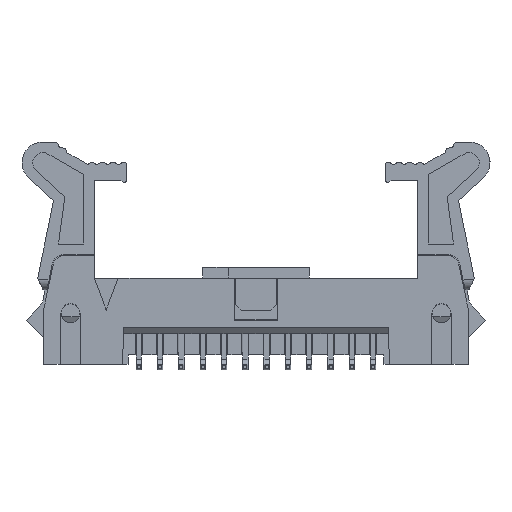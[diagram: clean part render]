
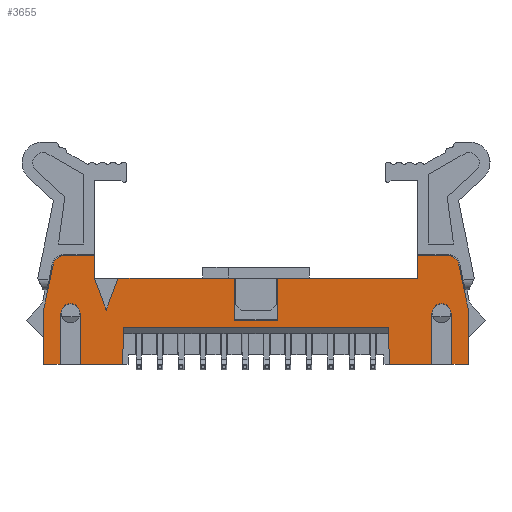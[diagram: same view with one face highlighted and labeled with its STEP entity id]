
A CAD part, front view. The second image highlights one B-rep face of the part: STEP entity #3655.
In plain terms, the highlighted planar face has unit normal (0, -1, 0).
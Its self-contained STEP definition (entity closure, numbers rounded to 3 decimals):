
#1778=CARTESIAN_POINT('',(19.95,-2.975,0.));
#1779=VERTEX_POINT('',#1778);
#1846=CARTESIAN_POINT('',(19.95,-2.975,5.));
#1847=VERTEX_POINT('',#1846);
#1854=CARTESIAN_POINT('',(19.95,-2.975,5.));
#1855=DIRECTION('',(0.,0.,-1.));
#1856=VECTOR('',#1855,5.);
#1857=LINE('',#1854,#1856);
#1858=EDGE_CURVE('',#1847,#1779,#1857,.T.);
#1924=CARTESIAN_POINT('',(15.15,-2.975,10.2));
#1925=VERTEX_POINT('',#1924);
#1958=CARTESIAN_POINT('',(15.15,-2.975,8.1));
#1959=VERTEX_POINT('',#1958);
#1966=CARTESIAN_POINT('',(15.15,-2.975,8.1));
#1967=DIRECTION('',(0.,0.,1.));
#1968=VECTOR('',#1967,2.1);
#1969=LINE('',#1966,#1968);
#1970=EDGE_CURVE('',#1959,#1925,#1969,.T.);
#2155=CARTESIAN_POINT('',(12.5,-2.975,0.));
#2156=VERTEX_POINT('',#2155);
#2163=CARTESIAN_POINT('',(12.439,-2.975,3.5));
#2164=VERTEX_POINT('',#2163);
#2165=CARTESIAN_POINT('',(12.5,-2.975,0.));
#2166=DIRECTION('',(-0.017,0.,1.));
#2167=VECTOR('',#2166,3.501);
#2168=LINE('',#2165,#2167);
#2169=EDGE_CURVE('',#2156,#2164,#2168,.T.);
#2283=CARTESIAN_POINT('',(16.5,-2.975,4.8));
#2284=VERTEX_POINT('',#2283);
#2291=CARTESIAN_POINT('',(16.43,-2.975,0.));
#2292=VERTEX_POINT('',#2291);
#2293=CARTESIAN_POINT('',(16.5,-2.975,4.8));
#2294=DIRECTION('',(-0.015,0.,-1.));
#2295=VECTOR('',#2294,4.801);
#2296=LINE('',#2293,#2295);
#2297=EDGE_CURVE('',#2284,#2292,#2296,.T.);
#2353=CARTESIAN_POINT('',(18.37,-2.975,0.));
#2354=VERTEX_POINT('',#2353);
#2361=CARTESIAN_POINT('',(18.3,-2.975,4.8));
#2362=VERTEX_POINT('',#2361);
#2363=CARTESIAN_POINT('',(18.37,-2.975,0.));
#2364=DIRECTION('',(-0.015,0.,1.));
#2365=VECTOR('',#2364,4.801);
#2366=LINE('',#2363,#2365);
#2367=EDGE_CURVE('',#2354,#2362,#2366,.T.);
#2392=CARTESIAN_POINT('',(19.95,-2.975,0.));
#2393=DIRECTION('',(-1.,0.,0.));
#2394=VECTOR('',#2393,1.58);
#2395=LINE('',#2392,#2394);
#2396=EDGE_CURVE('',#1779,#2354,#2395,.T.);
#2401=CARTESIAN_POINT('',(16.43,-2.975,0.));
#2402=DIRECTION('',(-1.,0.,0.));
#2403=VECTOR('',#2402,3.93);
#2404=LINE('',#2401,#2403);
#2405=EDGE_CURVE('',#2292,#2156,#2404,.T.);
#2637=CARTESIAN_POINT('',(19.013,-2.975,9.408));
#2638=VERTEX_POINT('',#2637);
#2645=CARTESIAN_POINT('',(19.013,-2.975,9.408));
#2646=DIRECTION('',(0.208,0.,-0.978));
#2647=VECTOR('',#2646,4.506);
#2648=LINE('',#2645,#2647);
#2649=EDGE_CURVE('',#2638,#1847,#2648,.T.);
#2700=CARTESIAN_POINT('',(17.4,-2.975,4.8));
#2701=DIRECTION('',(1.,0.,0.));
#2702=DIRECTION('',(0.,-1.,0.));
#2703=AXIS2_PLACEMENT_3D('',#2700,#2702,#2701);
#2704=CIRCLE('',#2703,0.9);
#2705=EDGE_CURVE('',#2362,#2284,#2704,.T.);
#2771=CARTESIAN_POINT('',(18.035,-2.975,10.2));
#2772=VERTEX_POINT('',#2771);
#2773=CARTESIAN_POINT('',(15.15,-2.975,10.2));
#2774=DIRECTION('',(1.,0.,0.));
#2775=VECTOR('',#2774,2.885);
#2776=LINE('',#2773,#2775);
#2777=EDGE_CURVE('',#1925,#2772,#2776,.T.);
#3479=CARTESIAN_POINT('',(0.,-2.975,5.1));
#3480=DIRECTION('',(1.,0.,0.));
#3481=DIRECTION('',(0.,-1.,0.));
#3482=AXIS2_PLACEMENT_3D('',#3479,#3481,#3480);
#3483=PLANE('',#3482);
#3484=CARTESIAN_POINT('',(-19.95,-2.975,0.));
#3485=VERTEX_POINT('',#3484);
#3486=CARTESIAN_POINT('',(-18.37,-2.975,0.));
#3487=VERTEX_POINT('',#3486);
#3488=CARTESIAN_POINT('',(-19.95,-2.975,0.));
#3489=DIRECTION('',(1.,0.,0.));
#3490=VECTOR('',#3489,1.58);
#3491=LINE('',#3488,#3490);
#3492=EDGE_CURVE('',#3485,#3487,#3491,.T.);
#3493=ORIENTED_EDGE('',*,*,#3492,.T.);
#3494=CARTESIAN_POINT('',(-18.3,-2.975,4.8));
#3495=VERTEX_POINT('',#3494);
#3496=CARTESIAN_POINT('',(-18.37,-2.975,0.));
#3497=DIRECTION('',(0.015,0.,1.));
#3498=VECTOR('',#3497,4.801);
#3499=LINE('',#3496,#3498);
#3500=EDGE_CURVE('',#3487,#3495,#3499,.T.);
#3501=ORIENTED_EDGE('',*,*,#3500,.T.);
#3502=CARTESIAN_POINT('',(-16.5,-2.975,4.8));
#3503=VERTEX_POINT('',#3502);
#3504=CARTESIAN_POINT('',(-17.4,-2.975,4.8));
#3505=DIRECTION('',(-1.,0.,0.));
#3506=DIRECTION('',(0.,1.,0.));
#3507=AXIS2_PLACEMENT_3D('',#3504,#3506,#3505);
#3508=CIRCLE('',#3507,0.9);
#3509=EDGE_CURVE('',#3495,#3503,#3508,.T.);
#3510=ORIENTED_EDGE('',*,*,#3509,.T.);
#3511=CARTESIAN_POINT('',(-16.43,-2.975,0.));
#3512=VERTEX_POINT('',#3511);
#3513=CARTESIAN_POINT('',(-16.5,-2.975,4.8));
#3514=DIRECTION('',(0.015,0.,-1.));
#3515=VECTOR('',#3514,4.801);
#3516=LINE('',#3513,#3515);
#3517=EDGE_CURVE('',#3503,#3512,#3516,.T.);
#3518=ORIENTED_EDGE('',*,*,#3517,.T.);
#3519=CARTESIAN_POINT('',(-12.5,-2.975,0.));
#3520=VERTEX_POINT('',#3519);
#3521=CARTESIAN_POINT('',(-16.43,-2.975,0.));
#3522=DIRECTION('',(1.,0.,0.));
#3523=VECTOR('',#3522,3.93);
#3524=LINE('',#3521,#3523);
#3525=EDGE_CURVE('',#3512,#3520,#3524,.T.);
#3526=ORIENTED_EDGE('',*,*,#3525,.T.);
#3527=CARTESIAN_POINT('',(-12.439,-2.975,3.5));
#3528=VERTEX_POINT('',#3527);
#3529=CARTESIAN_POINT('',(-12.5,-2.975,0.));
#3530=DIRECTION('',(0.017,0.,1.));
#3531=VECTOR('',#3530,3.501);
#3532=LINE('',#3529,#3531);
#3533=EDGE_CURVE('',#3520,#3528,#3532,.T.);
#3534=ORIENTED_EDGE('',*,*,#3533,.T.);
#3535=CARTESIAN_POINT('',(-12.439,-2.975,3.5));
#3536=DIRECTION('',(1.,0.,0.));
#3537=VECTOR('',#3536,24.878);
#3538=LINE('',#3535,#3537);
#3539=EDGE_CURVE('',#3528,#2164,#3538,.T.);
#3540=ORIENTED_EDGE('',*,*,#3539,.T.);
#3541=ORIENTED_EDGE('',*,*,#2169,.F.);
#3542=ORIENTED_EDGE('',*,*,#2405,.F.);
#3543=ORIENTED_EDGE('',*,*,#2297,.F.);
#3544=ORIENTED_EDGE('',*,*,#2705,.F.);
#3545=ORIENTED_EDGE('',*,*,#2367,.F.);
#3546=ORIENTED_EDGE('',*,*,#2396,.F.);
#3547=ORIENTED_EDGE('',*,*,#1858,.F.);
#3548=ORIENTED_EDGE('',*,*,#2649,.F.);
#3549=CARTESIAN_POINT('',(18.035,-2.975,9.2));
#3550=DIRECTION('',(0.,0.,1.));
#3551=DIRECTION('',(0.,1.,0.));
#3552=AXIS2_PLACEMENT_3D('',#3549,#3551,#3550);
#3553=CIRCLE('',#3552,1.);
#3554=EDGE_CURVE('',#2772,#2638,#3553,.T.);
#3555=ORIENTED_EDGE('',*,*,#3554,.F.);
#3556=ORIENTED_EDGE('',*,*,#2777,.F.);
#3557=ORIENTED_EDGE('',*,*,#1970,.F.);
#3558=CARTESIAN_POINT('',(2.,-2.975,8.1));
#3559=VERTEX_POINT('',#3558);
#3560=CARTESIAN_POINT('',(15.15,-2.975,8.1));
#3561=DIRECTION('',(-1.,0.,0.));
#3562=VECTOR('',#3561,13.15);
#3563=LINE('',#3560,#3562);
#3564=EDGE_CURVE('',#1959,#3559,#3563,.T.);
#3565=ORIENTED_EDGE('',*,*,#3564,.T.);
#3566=CARTESIAN_POINT('',(2.,-2.975,4.1));
#3567=VERTEX_POINT('',#3566);
#3568=CARTESIAN_POINT('',(2.,-2.975,8.1));
#3569=DIRECTION('',(0.,0.,-1.));
#3570=VECTOR('',#3569,4.);
#3571=LINE('',#3568,#3570);
#3572=EDGE_CURVE('',#3559,#3567,#3571,.T.);
#3573=ORIENTED_EDGE('',*,*,#3572,.T.);
#3574=CARTESIAN_POINT('',(-2.,-2.975,4.1));
#3575=VERTEX_POINT('',#3574);
#3576=CARTESIAN_POINT('',(2.,-2.975,4.1));
#3577=DIRECTION('',(-1.,0.,0.));
#3578=VECTOR('',#3577,4.);
#3579=LINE('',#3576,#3578);
#3580=EDGE_CURVE('',#3567,#3575,#3579,.T.);
#3581=ORIENTED_EDGE('',*,*,#3580,.T.);
#3582=CARTESIAN_POINT('',(-2.,-2.975,8.1));
#3583=VERTEX_POINT('',#3582);
#3584=CARTESIAN_POINT('',(-2.,-2.975,4.1));
#3585=DIRECTION('',(0.,0.,1.));
#3586=VECTOR('',#3585,4.);
#3587=LINE('',#3584,#3586);
#3588=EDGE_CURVE('',#3575,#3583,#3587,.T.);
#3589=ORIENTED_EDGE('',*,*,#3588,.T.);
#3590=CARTESIAN_POINT('',(-12.95,-2.975,8.1));
#3591=VERTEX_POINT('',#3590);
#3592=CARTESIAN_POINT('',(-2.,-2.975,8.1));
#3593=DIRECTION('',(-1.,0.,0.));
#3594=VECTOR('',#3593,10.95);
#3595=LINE('',#3592,#3594);
#3596=EDGE_CURVE('',#3583,#3591,#3595,.T.);
#3597=ORIENTED_EDGE('',*,*,#3596,.T.);
#3598=CARTESIAN_POINT('',(-14.05,-2.975,5.1));
#3599=VERTEX_POINT('',#3598);
#3600=CARTESIAN_POINT('',(-12.95,-2.975,8.1));
#3601=DIRECTION('',(-0.344,0.,-0.939));
#3602=VECTOR('',#3601,3.195);
#3603=LINE('',#3600,#3602);
#3604=EDGE_CURVE('',#3591,#3599,#3603,.T.);
#3605=ORIENTED_EDGE('',*,*,#3604,.T.);
#3606=CARTESIAN_POINT('',(-15.15,-2.975,8.1));
#3607=VERTEX_POINT('',#3606);
#3608=CARTESIAN_POINT('',(-14.05,-2.975,5.1));
#3609=DIRECTION('',(-0.344,0.,0.939));
#3610=VECTOR('',#3609,3.195);
#3611=LINE('',#3608,#3610);
#3612=EDGE_CURVE('',#3599,#3607,#3611,.T.);
#3613=ORIENTED_EDGE('',*,*,#3612,.T.);
#3614=CARTESIAN_POINT('',(-15.15,-2.975,10.2));
#3615=VERTEX_POINT('',#3614);
#3616=CARTESIAN_POINT('',(-15.15,-2.975,8.1));
#3617=DIRECTION('',(0.,0.,1.));
#3618=VECTOR('',#3617,2.1);
#3619=LINE('',#3616,#3618);
#3620=EDGE_CURVE('',#3607,#3615,#3619,.T.);
#3621=ORIENTED_EDGE('',*,*,#3620,.T.);
#3622=CARTESIAN_POINT('',(-18.035,-2.975,10.2));
#3623=VERTEX_POINT('',#3622);
#3624=CARTESIAN_POINT('',(-15.15,-2.975,10.2));
#3625=DIRECTION('',(-1.,0.,0.));
#3626=VECTOR('',#3625,2.885);
#3627=LINE('',#3624,#3626);
#3628=EDGE_CURVE('',#3615,#3623,#3627,.T.);
#3629=ORIENTED_EDGE('',*,*,#3628,.T.);
#3630=CARTESIAN_POINT('',(-19.013,-2.975,9.408));
#3631=VERTEX_POINT('',#3630);
#3632=CARTESIAN_POINT('',(-18.035,-2.975,9.2));
#3633=DIRECTION('',(0.,0.,1.));
#3634=DIRECTION('',(0.,-1.,0.));
#3635=AXIS2_PLACEMENT_3D('',#3632,#3634,#3633);
#3636=CIRCLE('',#3635,1.);
#3637=EDGE_CURVE('',#3623,#3631,#3636,.T.);
#3638=ORIENTED_EDGE('',*,*,#3637,.T.);
#3639=CARTESIAN_POINT('',(-19.95,-2.975,5.));
#3640=VERTEX_POINT('',#3639);
#3641=CARTESIAN_POINT('',(-19.013,-2.975,9.408));
#3642=DIRECTION('',(-0.208,0.,-0.978));
#3643=VECTOR('',#3642,4.506);
#3644=LINE('',#3641,#3643);
#3645=EDGE_CURVE('',#3631,#3640,#3644,.T.);
#3646=ORIENTED_EDGE('',*,*,#3645,.T.);
#3647=CARTESIAN_POINT('',(-19.95,-2.975,5.));
#3648=DIRECTION('',(0.,0.,-1.));
#3649=VECTOR('',#3648,5.);
#3650=LINE('',#3647,#3649);
#3651=EDGE_CURVE('',#3640,#3485,#3650,.T.);
#3652=ORIENTED_EDGE('',*,*,#3651,.T.);
#3653=EDGE_LOOP('',(#3493,#3501,#3510,#3518,#3526,#3534,#3540,#3541,#3542,#3543,#3544,#3545,#3546,#3547,#3548,#3555,#3556,#3557,#3565,#3573,#3581,#3589,#3597,#3605,#3613,#3621,#3629,#3638,#3646,#3652));
#3654=FACE_OUTER_BOUND('',#3653,.T.);
#3655=ADVANCED_FACE('',(#3654),#3483,.T.);
